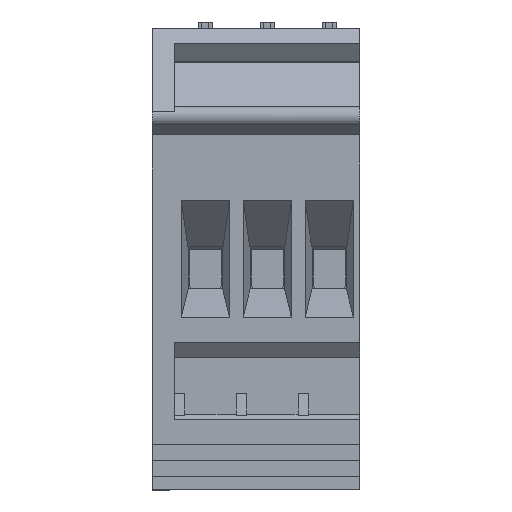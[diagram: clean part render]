
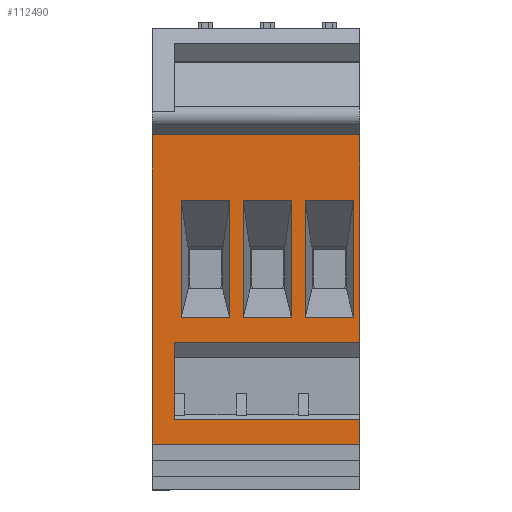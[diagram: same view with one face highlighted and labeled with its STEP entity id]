
A CAD part, front view. The second image highlights one B-rep face of the part: STEP entity #112490.
In plain terms, the highlighted face is planar.
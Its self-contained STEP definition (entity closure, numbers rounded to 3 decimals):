
#670=CARTESIAN_POINT('',(13.141,38.6,11.6));
#680=VERTEX_POINT('',#670);
#710=CARTESIAN_POINT('',(13.141,0.,11.6));
#720=DIRECTION('',(0.,-1.,0.));
#730=VECTOR('',#720,1.);
#740=LINE('',#710,#730);
#750=CARTESIAN_POINT('',(13.141,26.913,11.6));
#760=VERTEX_POINT('',#750);
#770=EDGE_CURVE('',#680,#760,#740,.T.);
#13950=CARTESIAN_POINT('',(13.141,16.8,18.4));
#13960=VERTEX_POINT('',#13950);
#14270=CARTESIAN_POINT('',(13.141,24.45,18.4));
#14280=VERTEX_POINT('',#14270);
#14310=CARTESIAN_POINT('',(13.141,0.,18.4));
#14320=DIRECTION('',(0.,-1.,0.));
#14330=VECTOR('',#14320,1.);
#14340=LINE('',#14310,#14330);
#14350=CARTESIAN_POINT('',(13.141,45.081,18.4));
#14360=VERTEX_POINT('',#14350);
#14370=EDGE_CURVE('',#14360,#14280,#14340,.T.);
#21490=CARTESIAN_POINT('',(13.141,14.3,18.4));
#21500=VERTEX_POINT('',#21490);
#21530=CARTESIAN_POINT('',(13.141,0.,18.4));
#21540=DIRECTION('',(0.,-1.,0.));
#21550=VECTOR('',#21540,1.);
#21560=LINE('',#21530,#21550);
#21570=EDGE_CURVE('',#13960,#21500,#21560,.T.);
#31860=CARTESIAN_POINT('',(13.141,26.913,6.8));
#31870=VERTEX_POINT('',#31860);
#31920=CARTESIAN_POINT('',(13.141,26.913,12.25));
#31930=DIRECTION('',(0.,0.,-1.));
#31940=VECTOR('',#31930,1.);
#31950=LINE('',#31920,#31940);
#31960=EDGE_CURVE('',#760,#31870,#31950,.T.);
#42880=CARTESIAN_POINT('',(13.141,16.8,-0.05));
#42890=VERTEX_POINT('',#42880);
#42920=CARTESIAN_POINT('',(13.141,0.,-0.05));
#42930=DIRECTION('',(0.,1.,0.));
#42940=VECTOR('',#42930,1.);
#42950=LINE('',#42920,#42940);
#42960=CARTESIAN_POINT('',(13.141,24.45,
-0.05));
#42970=VERTEX_POINT('',#42960);
#42980=EDGE_CURVE('',#42890,#42970,#42950,.T.);
#46570=CARTESIAN_POINT('',(13.141,16.8,0.4));
#46580=DIRECTION('',(0.,0.,1.));
#46590=VECTOR('',#46580,1.);
#46600=LINE('',#46570,#46590);
#46610=EDGE_CURVE('',#42890,#13960,#46600,.T.);
#49130=CARTESIAN_POINT('',(13.141,0.,6.8));
#49140=DIRECTION('',(0.,-1.,0.));
#49150=VECTOR('',#49140,1.);
#49160=LINE('',#49130,#49150);
#49170=CARTESIAN_POINT('',(13.141,38.6,6.8));
#49180=VERTEX_POINT('',#49170);
#49190=EDGE_CURVE('',#49180,#31870,#49160,.T.);
#60480=CARTESIAN_POINT('',(13.141,38.6,5.45));
#60490=VERTEX_POINT('',#60480);
#60520=CARTESIAN_POINT('',(13.141,0.,5.45));
#60530=DIRECTION('',(0.,-1.,0.));
#60540=VECTOR('',#60530,1.);
#60550=LINE('',#60520,#60540);
#60560=CARTESIAN_POINT('',(13.141,26.913,5.45));
#60570=VERTEX_POINT('',#60560);
#60580=EDGE_CURVE('',#60490,#60570,#60550,.T.);
#68260=CARTESIAN_POINT('',(13.141,38.6,0.65));
#68270=VERTEX_POINT('',#68260);
#68300=CARTESIAN_POINT('',(13.141,38.6,6.1));
#68310=DIRECTION('',(0.,0.,1.));
#68320=VECTOR('',#68310,1.);
#68330=LINE('',#68300,#68320);
#68340=EDGE_CURVE('',#68270,#60490,#68330,.T.);
#71690=CARTESIAN_POINT('',(13.141,24.45,0.));
#71700=DIRECTION('',(0.,0.,-1.));
#71710=VECTOR('',#71700,1.);
#71720=LINE('',#71690,#71710);
#71730=EDGE_CURVE('',#14280,#42970,#71720,.T.);
#87980=CARTESIAN_POINT('',(13.141,26.913,
0.65));
#87990=VERTEX_POINT('',#87980);
#88040=CARTESIAN_POINT('',(13.141,26.913,6.1));
#88050=DIRECTION('',(0.,0.,-1.));
#88060=VECTOR('',#88050,1.);
#88070=LINE('',#88040,#88060);
#88080=EDGE_CURVE('',#60570,#87990,#88070,.T.);
#103090=CARTESIAN_POINT('',(13.141,0.,0.65));
#103100=DIRECTION('',(0.,-1.,0.));
#103110=VECTOR('',#103100,1.);
#103120=LINE('',#103090,#103110);
#103130=EDGE_CURVE('',#68270,#87990,#103120,.T.);
#109040=CARTESIAN_POINT('',(13.141,45.081,-2.25));
#109050=VERTEX_POINT('',#109040);
#109080=CARTESIAN_POINT('',(13.141,0.,-2.25));
#109090=DIRECTION('',(0.,1.,0.));
#109100=VECTOR('',#109090,1.);
#109110=LINE('',#109080,#109100);
#109120=CARTESIAN_POINT('',(13.141,14.3,-2.25));
#109130=VERTEX_POINT('',#109120);
#109140=EDGE_CURVE('',#109130,#109050,#109110,.T.);
#111670=CARTESIAN_POINT('',(13.141,45.081,
-0.05));
#111680=DIRECTION('',(0.,0.,-1.));
#111690=VECTOR('',#111680,1.);
#111700=LINE('',#111670,#111690);
#111710=EDGE_CURVE('',#14360,#109050,#111700,.T.);
#111780=CARTESIAN_POINT('',(13.141,45.081,
-0.05));
#111790=DIRECTION('',(-1.,0.,0.));
#111800=DIRECTION('',(0.,-1.,0.));
#111810=AXIS2_PLACEMENT_3D('',#111780,#111790,#111800);
#111820=PLANE('',#111810);
#111830=ORIENTED_EDGE('',*,*,#103130,.F.);
#111840=ORIENTED_EDGE('',*,*,#88080,.T.);
#111850=ORIENTED_EDGE('',*,*,#60580,.T.);
#111860=ORIENTED_EDGE('',*,*,#68340,.T.);
#111870=EDGE_LOOP('',(#111860,#111850,#111840,#111830));
#111880=FACE_BOUND('',#111870,.T.);
#111890=ORIENTED_EDGE('',*,*,#49190,.F.);
#111900=ORIENTED_EDGE('',*,*,#31960,.T.);
#111910=ORIENTED_EDGE('',*,*,#770,.T.);
#111920=CARTESIAN_POINT('',(13.141,38.6,12.25));
#111930=DIRECTION('',(0.,0.,1.));
#111940=VECTOR('',#111930,1.);
#111950=LINE('',#111920,#111940);
#111960=EDGE_CURVE('',#49180,#680,#111950,.T.);
#111970=ORIENTED_EDGE('',*,*,#111960,.T.);
#111980=EDGE_LOOP('',(#111970,#111910,#111900,#111890));
#111990=FACE_BOUND('',#111980,.T.);
#112000=CARTESIAN_POINT('',(13.141,0.,12.95));
#112010=DIRECTION('',(0.,-1.,0.));
#112020=VECTOR('',#112010,1.);
#112030=LINE('',#112000,#112020);
#112040=CARTESIAN_POINT('',(13.141,38.6,12.95));
#112050=VERTEX_POINT('',#112040);
#112060=CARTESIAN_POINT('',(13.141,26.913,12.95));
#112070=VERTEX_POINT('',#112060);
#112080=EDGE_CURVE('',#112050,#112070,#112030,.T.);
#112090=ORIENTED_EDGE('',*,*,#112080,.F.);
#112100=CARTESIAN_POINT('',(13.141,26.913,18.4));
#112110=DIRECTION('',(0.,0.,-1.));
#112120=VECTOR('',#112110,1.);
#112130=LINE('',#112100,#112120);
#112140=CARTESIAN_POINT('',(13.141,26.913,17.75));
#112150=VERTEX_POINT('',#112140);
#112160=EDGE_CURVE('',#112150,#112070,#112130,.T.);
#112170=ORIENTED_EDGE('',*,*,#112160,.T.);
#112180=CARTESIAN_POINT('',(13.141,0.,17.75));
#112190=DIRECTION('',(0.,-1.,0.));
#112200=VECTOR('',#112190,1.);
#112210=LINE('',#112180,#112200);
#112220=CARTESIAN_POINT('',(13.141,38.6,17.75));
#112230=VERTEX_POINT('',#112220);
#112240=EDGE_CURVE('',#112230,#112150,#112210,.T.);
#112250=ORIENTED_EDGE('',*,*,#112240,.T.);
#112260=CARTESIAN_POINT('',(13.141,38.6,18.4));
#112270=DIRECTION('',(0.,0.,1.));
#112280=VECTOR('',#112270,1.);
#112290=LINE('',#112260,#112280);
#112300=EDGE_CURVE('',#112050,#112230,#112290,.T.);
#112310=ORIENTED_EDGE('',*,*,#112300,.T.);
#112320=EDGE_LOOP('',(#112310,#112250,#112170,#112090));
#112330=FACE_BOUND('',#112320,.T.);
#112340=ORIENTED_EDGE('',*,*,#14370,.F.);
#112350=ORIENTED_EDGE('',*,*,#71730,.F.);
#112360=ORIENTED_EDGE('',*,*,#42980,.T.);
#112370=ORIENTED_EDGE('',*,*,#46610,.F.);
#112380=ORIENTED_EDGE('',*,*,#21570,.F.);
#112390=CARTESIAN_POINT('',(13.141,14.3,0.));
#112400=DIRECTION('',(0.,0.,-1.));
#112410=VECTOR('',#112400,1.);
#112420=LINE('',#112390,#112410);
#112430=EDGE_CURVE('',#21500,#109130,#112420,.T.);
#112440=ORIENTED_EDGE('',*,*,#112430,.F.);
#112450=ORIENTED_EDGE('',*,*,#109140,.F.);
#112460=ORIENTED_EDGE('',*,*,#111710,.T.);
#112470=EDGE_LOOP('',(#112460,#112450,#112440,#112380,#112370,#112360,
#112350,#112340));
#112480=FACE_OUTER_BOUND('',#112470,.T.);
#112490=ADVANCED_FACE('',(#111880,#111990,#112330,#112480),#111820,.T.);
